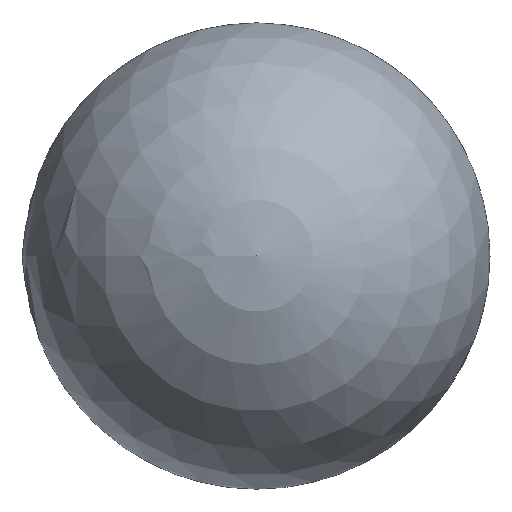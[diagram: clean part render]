
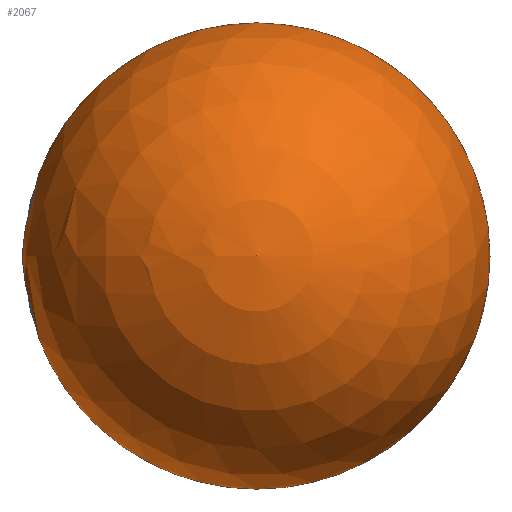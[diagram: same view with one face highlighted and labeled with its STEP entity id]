
A CAD part, top view. The second image highlights one B-rep face of the part: STEP entity #2067.
In plain terms, the highlighted spherical face has radius 10 mm.
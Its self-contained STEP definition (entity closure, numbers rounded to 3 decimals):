
#15=SPHERICAL_SURFACE('',#2219,10.);
#156=FACE_OUTER_BOUND('',#282,.T.);
#282=EDGE_LOOP('',(#1751,#1752));
#341=CIRCLE('',#2220,10.);
#936=VERTEX_POINT('',#7435);
#937=VERTEX_POINT('',#7436);
#1209=EDGE_CURVE('',#936,#937,#341,.T.);
#1751=ORIENTED_EDGE('',*,*,#1209,.T.);
#1752=ORIENTED_EDGE('',*,*,#1209,.F.);
#2067=ADVANCED_FACE('',(#156),#15,.T.);
#2219=AXIS2_PLACEMENT_3D('',#7434,#2527,#2528);
#2220=AXIS2_PLACEMENT_3D('',#7437,#2529,#2530);
#2527=DIRECTION('center_axis',(0.,0.,1.));
#2528=DIRECTION('ref_axis',(1.,0.,0.));
#2529=DIRECTION('center_axis',(0.,-1.,0.));
#2530=DIRECTION('ref_axis',(-1.,0.,0.));
#7434=CARTESIAN_POINT('Origin',(-15.,-120.,140.));
#7435=CARTESIAN_POINT('',(-15.,-120.,150.));
#7436=CARTESIAN_POINT('',(-15.,-120.,130.));
#7437=CARTESIAN_POINT('Origin',(-15.,-120.,140.));
